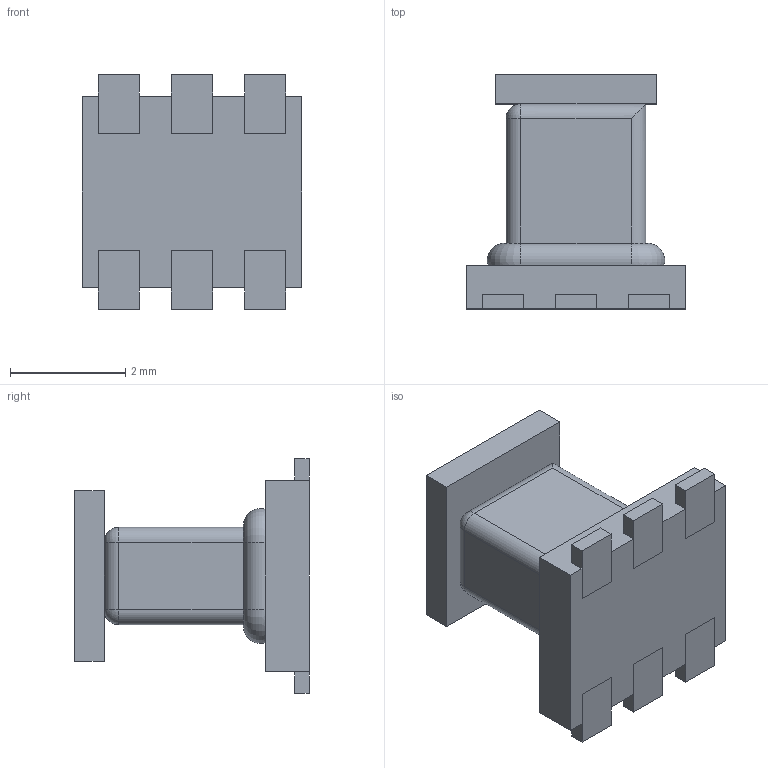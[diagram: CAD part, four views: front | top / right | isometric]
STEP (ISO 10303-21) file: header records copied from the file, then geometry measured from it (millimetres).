
FILE_DESCRIPTION (( 'STEP AP214' ), '1' );
FILE_NAME ('TCM2-33WX+.STEP', '2019-05-08T14:50:55', ( '' ), ( '' ), 'SwSTEP 2.0', 'SolidWorks 2017', '' );
FILE_SCHEMA (( 'AUTOMOTIVE_DESIGN' ));
Length unit declared in the file: inch
Products named in the file (1): TCM2-33WX+
Bounding box: 3.81 x 4.06 x 4.06 mm (x, y, z)
Volume: 26.3 mm3; surface area: 114.2 mm2
Topology: 10 solids, 10 shells, 114 faces, 255 edges, 157 vertices
Faces by surface type: plane 92, cylinder 16, torus 4, sphere 2
Entity records: 3211 total; most frequent: CARTESIAN_POINT 531, DIRECTION 512, ORIENTED_EDGE 506, EDGE_CURVE 253, LINE 220, VECTOR 220, VERTEX_POINT 157, AXIS2_PLACEMENT_3D 146
